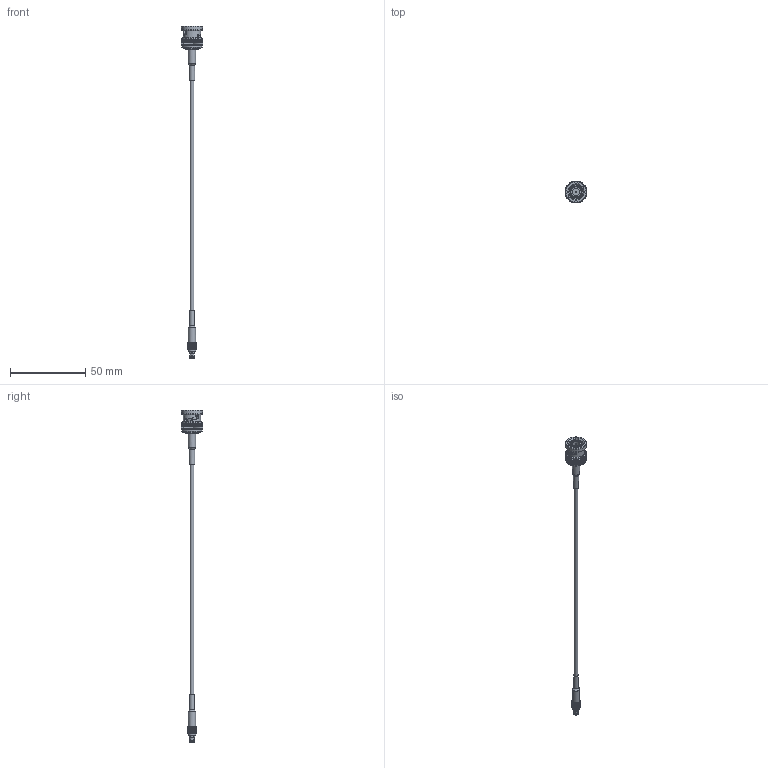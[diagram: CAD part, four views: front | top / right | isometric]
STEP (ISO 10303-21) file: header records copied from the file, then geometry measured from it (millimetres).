
FILE_DESCRIPTION (( 'STEP AP203' ), '1' );
FILE_NAME ('FMC0708316_3D.step', '2021-05-26T20:01:10', ( '' ), ( '' ), 'SwSTEP 2.0', 'SolidWorks 2020', '' );
FILE_SCHEMA (( 'CONFIG_CONTROL_DESIGN' ));
Length unit declared in the file: inch
Products named in the file (4): M17-113-RG316^FMC0708316_RG316; SC9413A^FMC0708316_Heat Shrink; FMC0708316_3D; SC6031^FMC0708316_Heat Shrink
Assembly tree (3 placements, depth 2):
  FMC0708316_3D
    M17-113-RG316^FMC0708316_RG316
    SC6031^FMC0708316_Heat Shrink
    SC9413A^FMC0708316_Heat Shrink
Bounding box: 14.46 x 14.46 x 219.98 mm (x, y, z)
Volume: 2934.6 mm3; surface area: 3897.6 mm2
Topology: 3 solids, 4 shells, 502 faces, 1156 edges, 679 vertices
Faces by surface type: plane 201, cone 153, cylinder 134, bspline 12, torus 2
Full cylindrical faces by diameter (mm): 0.508 x1, 1.27 x1, 2.032 x1, 2.184 x1, 2.489 x1, 3.251 x1, 3.498 x1, 3.556 x1, 4.75 x2, 4.877 x1, 5.027 x4, 5.08 x1, 5.573 x4, 7.112 x1, 8.621 x1, 9.395 x1, 9.991 x1, 11.395 x1, 11.515 x1, 13.38 x2, 13.922 x1
Entity records: 15792 total; most frequent: CARTESIAN_POINT 4711, ORIENTED_EDGE 2200, DIRECTION 2198, EDGE_CURVE 1100, AXIS2_PLACEMENT_3D 923, VERTEX_POINT 666, EDGE_LOOP 564, FACE_OUTER_BOUND 536
